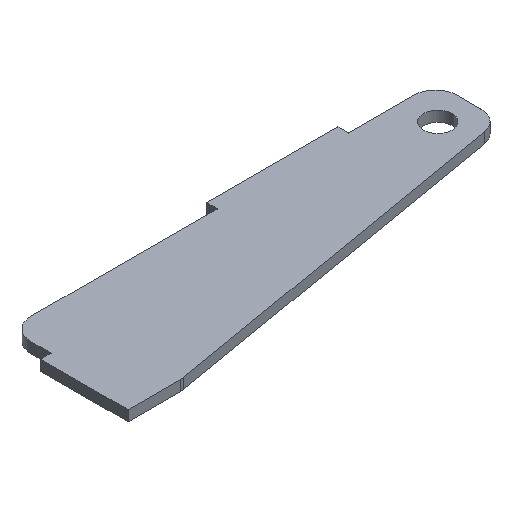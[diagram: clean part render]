
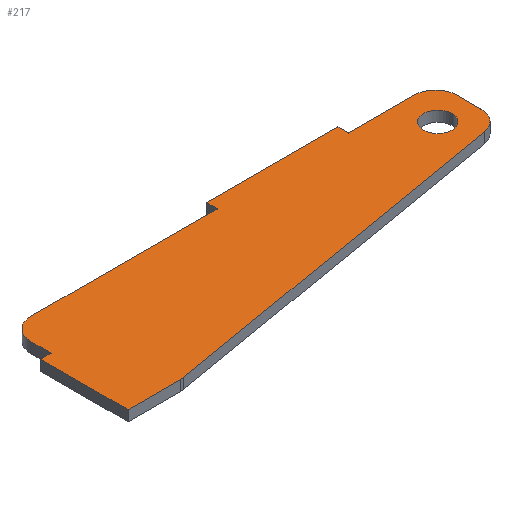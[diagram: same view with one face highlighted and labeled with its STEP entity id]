
A CAD part, isometric view. The second image highlights one B-rep face of the part: STEP entity #217.
In plain terms, the highlighted planar face has unit normal (0, 0, 1).
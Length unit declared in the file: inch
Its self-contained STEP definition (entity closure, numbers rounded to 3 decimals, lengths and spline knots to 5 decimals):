
#4 = CARTESIAN_POINT ( 'NONE',  ( 0.25, 1.4804, 0. ) ) ;
#8 = ORIENTED_EDGE ( 'NONE', *, *, #206, .T. ) ;
#17 = ORIENTED_EDGE ( 'NONE', *, *, #129, .F. ) ;
#19 = CARTESIAN_POINT ( 'NONE',  ( 3.88, 1.4804, 0. ) ) ;
#20 = CARTESIAN_POINT ( 'NONE',  ( 3.88, 1.6, 0. ) ) ;
#23 = EDGE_CURVE ( 'NONE', #608, #315, #558, .T. ) ;
#25 = CARTESIAN_POINT ( 'NONE',  ( 0., 1., 0. ) ) ;
#29 = ORIENTED_EDGE ( 'NONE', *, *, #425, .T. ) ;
#36 = DIRECTION ( 'NONE',  ( 0., 0., -1. ) ) ;
#41 = AXIS2_PLACEMENT_3D ( 'NONE', #677, #42, #133 ) ;
#42 = DIRECTION ( 'NONE',  ( 0., 0., 1. ) ) ;
#43 = VECTOR ( 'NONE', #113, 39.37008 ) ;
#45 = LINE ( 'NONE', #87, #399 ) ;
#48 = CARTESIAN_POINT ( 'NONE',  ( 0., 0., 0. ) ) ;
#49 = LINE ( 'NONE', #149, #484 ) ;
#52 = CARTESIAN_POINT ( 'NONE',  ( 0.52097, 0.00359, 0. ) ) ;
#58 = EDGE_CURVE ( 'NONE', #472, #646, #466, .T. ) ;
#59 = ORIENTED_EDGE ( 'NONE', *, *, #603, .F. ) ;
#60 = ORIENTED_EDGE ( 'NONE', *, *, #365, .T. ) ;
#72 = VERTEX_POINT ( 'NONE', #233 ) ;
#80 = EDGE_CURVE ( 'NONE', #394, #646, #194, .T. ) ;
#85 = DIRECTION ( 'NONE',  ( -1., 0., 0. ) ) ;
#86 = DIRECTION ( 'NONE',  ( 0., 0., 1. ) ) ;
#87 = CARTESIAN_POINT ( 'NONE',  ( 4.875, 1.4804, 0. ) ) ;
#90 = CARTESIAN_POINT ( 'NONE',  ( 3.88, 1.6, 0. ) ) ;
#95 = AXIS2_PLACEMENT_3D ( 'NONE', #352, #302, #468 ) ;
#113 = DIRECTION ( 'NONE',  ( 1., 0., 0. ) ) ;
#117 = CIRCLE ( 'NONE', #95, 0.16406 ) ;
#122 = CARTESIAN_POINT ( 'NONE',  ( -0.1196, 0., 0. ) ) ;
#123 = EDGE_LOOP ( 'NONE', ( #637, #59 ) ) ;
#127 = ORIENTED_EDGE ( 'NONE', *, *, #593, .F. ) ;
#129 = EDGE_CURVE ( 'NONE', #315, #372, #465, .T. ) ;
#133 = DIRECTION ( 'NONE',  ( -1., 0., 0. ) ) ;
#149 = CARTESIAN_POINT ( 'NONE',  ( 0., 1.6, 0. ) ) ;
#156 = EDGE_CURVE ( 'NONE', #343, #444, #517, .T. ) ;
#168 = CARTESIAN_POINT ( 'NONE',  ( 4.5, 1.0804, 0. ) ) ;
#169 = LINE ( 'NONE', #381, #242 ) ;
#172 = CARTESIAN_POINT ( 'NONE',  ( 0., 0., 0. ) ) ;
#174 = AXIS2_PLACEMENT_3D ( 'NONE', #346, #86, #295 ) ;
#175 = CARTESIAN_POINT ( 'NONE',  ( 4.66724, 0.71438, 0. ) ) ;
#185 = ORIENTED_EDGE ( 'NONE', *, *, #496, .T. ) ;
#194 = LINE ( 'NONE', #499, #587 ) ;
#205 = CIRCLE ( 'NONE', #174, 0.25 ) ;
#206 = EDGE_CURVE ( 'NONE', #608, #343, #205, .T. ) ;
#210 = ORIENTED_EDGE ( 'NONE', *, *, #489, .T. ) ;
#214 = VECTOR ( 'NONE', #605, 39.37008 ) ;
#217 = ADVANCED_FACE ( 'NONE', ( #246, #459 ), #349, .F. ) ;
#227 = LINE ( 'NONE', #653, #538 ) ;
#233 = CARTESIAN_POINT ( 'NONE',  ( 4.875, 1.2304, 0. ) ) ;
#242 = VECTOR ( 'NONE', #487, 39.37008 ) ;
#246 = FACE_BOUND ( 'NONE', #123, .T. ) ;
#247 = DIRECTION ( 'NONE',  ( 0., -1., 0. ) ) ;
#269 = VECTOR ( 'NONE', #247, 39.37008 ) ;
#281 = ORIENTED_EDGE ( 'NONE', *, *, #355, .T. ) ;
#283 = CIRCLE ( 'NONE', #552, 0.25 ) ;
#284 = CARTESIAN_POINT ( 'NONE',  ( 4.875, 0., 0. ) ) ;
#288 = VERTEX_POINT ( 'NONE', #19 ) ;
#291 = CARTESIAN_POINT ( 'NONE',  ( 4.875, 0.96079, 0. ) ) ;
#294 = EDGE_CURVE ( 'NONE', #306, #479, #327, .T. ) ;
#295 = DIRECTION ( 'NONE',  ( -1., 0., 0. ) ) ;
#299 = DIRECTION ( 'NONE',  ( 1., 0., 0. ) ) ;
#302 = DIRECTION ( 'NONE',  ( 0., 0., 1. ) ) ;
#306 = VERTEX_POINT ( 'NONE', #356 ) ;
#314 = DIRECTION ( 'NONE',  ( -1., 0., 0. ) ) ;
#315 = VERTEX_POINT ( 'NONE', #648 ) ;
#326 = ORIENTED_EDGE ( 'NONE', *, *, #58, .T. ) ;
#327 = CIRCLE ( 'NONE', #512, 0.16406 ) ;
#334 = DIRECTION ( 'NONE',  ( 0., -1., 0. ) ) ;
#343 = VERTEX_POINT ( 'NONE', #391 ) ;
#346 = CARTESIAN_POINT ( 'NONE',  ( 0.25, 1.2304, 0. ) ) ;
#349 = PLANE ( 'NONE',  #579 ) ;
#352 = CARTESIAN_POINT ( 'NONE',  ( 4.5, 1.0804, 0. ) ) ;
#353 = CARTESIAN_POINT ( 'NONE',  ( 2.38, 1.6, 0. ) ) ;
#355 = EDGE_CURVE ( 'NONE', #419, #472, #492, .T. ) ;
#356 = CARTESIAN_POINT ( 'NONE',  ( 4.66406, 1.0804, 0. ) ) ;
#358 = CARTESIAN_POINT ( 'NONE',  ( 4.625, 1.2304, 0. ) ) ;
#365 = EDGE_CURVE ( 'NONE', #498, #72, #383, .T. ) ;
#367 = EDGE_CURVE ( 'NONE', #488, #288, #427, .T. ) ;
#368 = ORIENTED_EDGE ( 'NONE', *, *, #367, .F. ) ;
#372 = VERTEX_POINT ( 'NONE', #497 ) ;
#375 = ORIENTED_EDGE ( 'NONE', *, *, #23, .F. ) ;
#379 = DIRECTION ( 'NONE',  ( 0., 0., 1. ) ) ;
#381 = CARTESIAN_POINT ( 'NONE',  ( 0., 1., 0. ) ) ;
#383 = LINE ( 'NONE', #284, #477 ) ;
#387 = DIRECTION ( 'NONE',  ( 1., 0., 0. ) ) ;
#388 = EDGE_CURVE ( 'NONE', #416, #419, #227, .T. ) ;
#391 = CARTESIAN_POINT ( 'NONE',  ( 0., 1.2304, 0. ) ) ;
#394 = VERTEX_POINT ( 'NONE', #175 ) ;
#398 = VECTOR ( 'NONE', #664, 39.37008 ) ;
#399 = VECTOR ( 'NONE', #299, 39.37008 ) ;
#415 = DIRECTION ( 'NONE',  ( 0., 1., 0. ) ) ;
#416 = VERTEX_POINT ( 'NONE', #601 ) ;
#419 = VERTEX_POINT ( 'NONE', #122 ) ;
#425 = EDGE_CURVE ( 'NONE', #444, #416, #169, .T. ) ;
#427 = LINE ( 'NONE', #20, #214 ) ;
#428 = ORIENTED_EDGE ( 'NONE', *, *, #80, .F. ) ;
#440 = ORIENTED_EDGE ( 'NONE', *, *, #626, .T. ) ;
#444 = VERTEX_POINT ( 'NONE', #25 ) ;
#445 = DIRECTION ( 'NONE',  ( -1., 0., 0. ) ) ;
#452 = CARTESIAN_POINT ( 'NONE',  ( 0., 1.4804, 0. ) ) ;
#459 = FACE_OUTER_BOUND ( 'NONE', #684, .T. ) ;
#464 = DIRECTION ( 'NONE',  ( -1., 0., 0. ) ) ;
#465 = LINE ( 'NONE', #353, #551 ) ;
#466 = CIRCLE ( 'NONE', #41, 0.25 ) ;
#468 = DIRECTION ( 'NONE',  ( 1., 0., 0. ) ) ;
#472 = VERTEX_POINT ( 'NONE', #516 ) ;
#477 = VECTOR ( 'NONE', #591, 39.37008 ) ;
#479 = VERTEX_POINT ( 'NONE', #507 ) ;
#484 = VECTOR ( 'NONE', #314, 39.37008 ) ;
#487 = DIRECTION ( 'NONE',  ( -1., 0., 0. ) ) ;
#488 = VERTEX_POINT ( 'NONE', #90 ) ;
#489 = EDGE_CURVE ( 'NONE', #72, #491, #611, .T. ) ;
#491 = VERTEX_POINT ( 'NONE', #675 ) ;
#492 = LINE ( 'NONE', #172, #43 ) ;
#494 = ORIENTED_EDGE ( 'NONE', *, *, #388, .T. ) ;
#495 = AXIS2_PLACEMENT_3D ( 'NONE', #358, #623, #464 ) ;
#496 = EDGE_CURVE ( 'NONE', #394, #498, #283, .T. ) ;
#497 = CARTESIAN_POINT ( 'NONE',  ( 2.38, 1.6, 0. ) ) ;
#498 = VERTEX_POINT ( 'NONE', #291 ) ;
#499 = CARTESIAN_POINT ( 'NONE',  ( 0.01427, -0.08327, 0. ) ) ;
#504 = CARTESIAN_POINT ( 'NONE',  ( 0., 0., 0. ) ) ;
#507 = CARTESIAN_POINT ( 'NONE',  ( 4.33594, 1.0804, 0. ) ) ;
#512 = AXIS2_PLACEMENT_3D ( 'NONE', #168, #379, #387 ) ;
#516 = CARTESIAN_POINT ( 'NONE',  ( 0.47873, 0., 0. ) ) ;
#517 = LINE ( 'NONE', #48, #269 ) ;
#528 = ORIENTED_EDGE ( 'NONE', *, *, #156, .T. ) ;
#538 = VECTOR ( 'NONE', #334, 39.37008 ) ;
#551 = VECTOR ( 'NONE', #415, 39.37008 ) ;
#552 = AXIS2_PLACEMENT_3D ( 'NONE', #571, #573, #445 ) ;
#558 = LINE ( 'NONE', #452, #398 ) ;
#563 = DIRECTION ( 'NONE',  ( -0.986, -0.169, 0. ) ) ;
#571 = CARTESIAN_POINT ( 'NONE',  ( 4.625, 0.96079, 0. ) ) ;
#573 = DIRECTION ( 'NONE',  ( 0., 0., 1. ) ) ;
#579 = AXIS2_PLACEMENT_3D ( 'NONE', #504, #36, #85 ) ;
#587 = VECTOR ( 'NONE', #563, 39.37008 ) ;
#591 = DIRECTION ( 'NONE',  ( 0., 1., 0. ) ) ;
#593 = EDGE_CURVE ( 'NONE', #288, #491, #45, .T. ) ;
#601 = CARTESIAN_POINT ( 'NONE',  ( -0.1196, 1., 0. ) ) ;
#603 = EDGE_CURVE ( 'NONE', #479, #306, #117, .T. ) ;
#605 = DIRECTION ( 'NONE',  ( 0., -1., 0. ) ) ;
#608 = VERTEX_POINT ( 'NONE', #4 ) ;
#611 = CIRCLE ( 'NONE', #495, 0.25 ) ;
#623 = DIRECTION ( 'NONE',  ( 0., 0., 1. ) ) ;
#626 = EDGE_CURVE ( 'NONE', #488, #372, #49, .T. ) ;
#637 = ORIENTED_EDGE ( 'NONE', *, *, #294, .F. ) ;
#646 = VERTEX_POINT ( 'NONE', #52 ) ;
#648 = CARTESIAN_POINT ( 'NONE',  ( 2.38, 1.4804, 0. ) ) ;
#653 = CARTESIAN_POINT ( 'NONE',  ( -0.1196, 0., 0. ) ) ;
#664 = DIRECTION ( 'NONE',  ( 1., 0., 0. ) ) ;
#675 = CARTESIAN_POINT ( 'NONE',  ( 4.625, 1.4804, 0. ) ) ;
#677 = CARTESIAN_POINT ( 'NONE',  ( 0.47873, 0.25, 0. ) ) ;
#684 = EDGE_LOOP ( 'NONE', ( #375, #8, #528, #29, #494, #281, #326, #428, #185, #60, #210, #127, #368, #440, #17 ) ) ;
